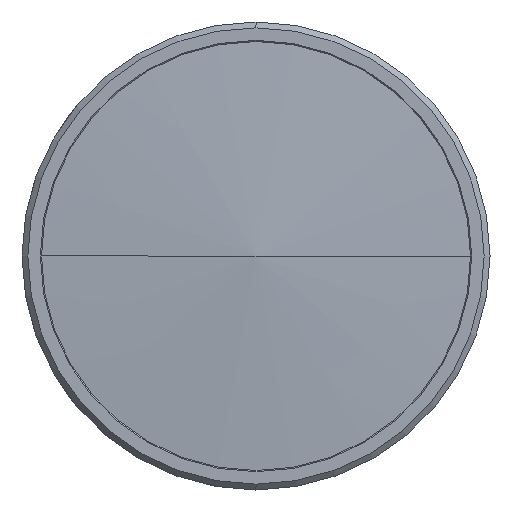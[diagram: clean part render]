
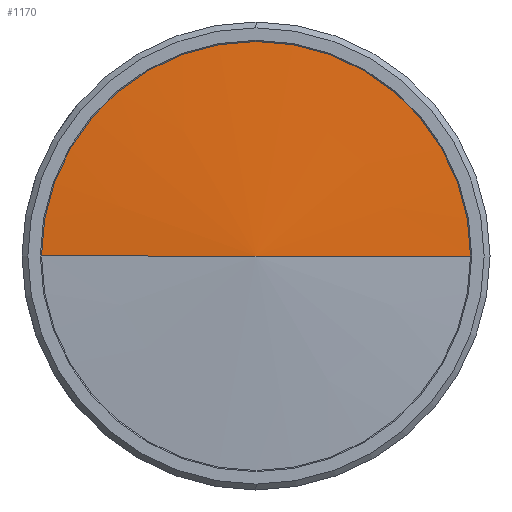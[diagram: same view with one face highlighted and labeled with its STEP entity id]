
A CAD part, left-side view. The second image highlights one B-rep face of the part: STEP entity #1170.
In plain terms, the highlighted conical face has half-angle 86.411 degrees and reference radius 15945.5 mm.
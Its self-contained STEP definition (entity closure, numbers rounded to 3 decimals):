
#7 = DIRECTION ( 'NONE',  ( 0., 1., 0. ) ) ;
#174 = DIRECTION ( 'NONE',  ( 0., 0., -1. ) ) ;
#594 = VERTEX_POINT ( 'NONE', #4287 ) ;
#800 = FACE_OUTER_BOUND ( 'NONE', #2152, .T. ) ;
#834 = EDGE_CURVE ( 'NONE', #3694, #594, #2204, .T. ) ;
#1051 = ORIENTED_EDGE ( 'NONE', *, *, #834, .F. ) ;
#1079 = DIRECTION ( 'NONE',  ( 0.063, 0.998, 0. ) ) ;
#1146 = DIRECTION ( 'NONE',  ( 1., 0., 0. ) ) ;
#1170 = ADVANCED_FACE ( 'NONE', ( #800 ), #3400, .T. ) ;
#1231 = VECTOR ( 'NONE', #1079, 1000. ) ;
#1275 = ORIENTED_EDGE ( 'NONE', *, *, #3187, .F. ) ;
#1360 = AXIS2_PLACEMENT_3D ( 'NONE', #1829, #1146, #174 ) ;
#1407 = DIRECTION ( 'NONE',  ( 0.063, -0.998, 0. ) ) ;
#1506 = EDGE_CURVE ( 'NONE', #3694, #3848, #4096, .T. ) ;
#1805 = CIRCLE ( 'NONE', #1360, 55. ) ;
#1829 = CARTESIAN_POINT ( 'NONE',  ( 3.749, 0., 0. ) ) ;
#2048 = CARTESIAN_POINT ( 'NONE',  ( 0.3, 0., 0. ) ) ;
#2055 = CARTESIAN_POINT ( 'NONE',  ( 0.3, 0., 0. ) ) ;
#2060 = CARTESIAN_POINT ( 'NONE',  ( 1000.3, 0., 0. ) ) ;
#2070 = AXIS2_PLACEMENT_3D ( 'NONE', #2060, #3391, #7 ) ;
#2090 = ORIENTED_EDGE ( 'NONE', *, *, #1506, .T. ) ;
#2152 = EDGE_LOOP ( 'NONE', ( #1051, #2090, #1275 ) ) ;
#2204 = LINE ( 'NONE', #2055, #1231 ) ;
#3187 = EDGE_CURVE ( 'NONE', #594, #3848, #1805, .T. ) ;
#3304 = CARTESIAN_POINT ( 'NONE',  ( 3.749, -55., 0. ) ) ;
#3391 = DIRECTION ( 'NONE',  ( 1., 0., 0. ) ) ;
#3400 = CONICAL_SURFACE ( 'NONE', #2070, 15945.455, 1.508 ) ;
#3694 = VERTEX_POINT ( 'NONE', #3857 ) ;
#3848 = VERTEX_POINT ( 'NONE', #3304 ) ;
#3857 = CARTESIAN_POINT ( 'NONE',  ( 0.3, 0., 0. ) ) ;
#4096 = LINE ( 'NONE', #2048, #4214 ) ;
#4214 = VECTOR ( 'NONE', #1407, 1000. ) ;
#4287 = CARTESIAN_POINT ( 'NONE',  ( 3.749, 55., 0. ) ) ;
